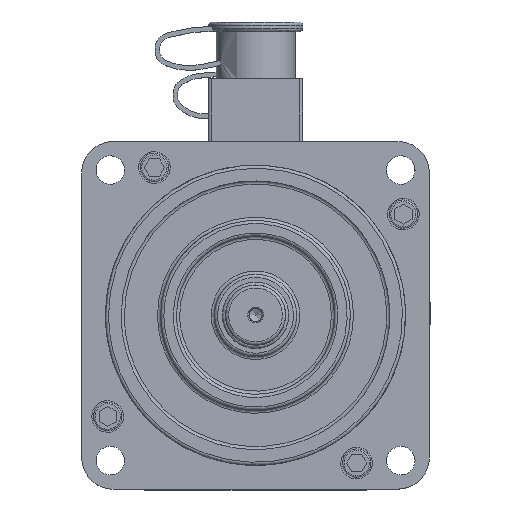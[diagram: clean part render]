
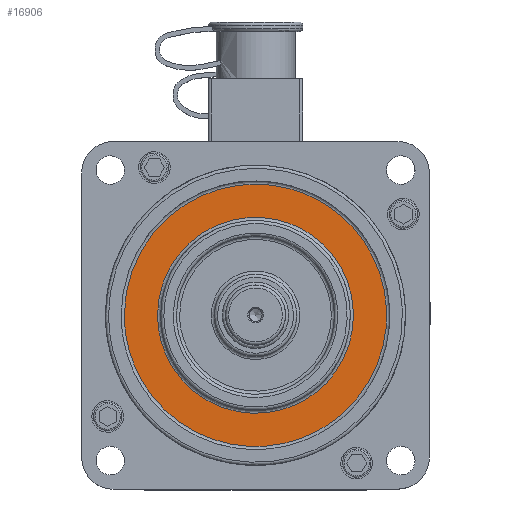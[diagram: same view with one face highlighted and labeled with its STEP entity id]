
A CAD part, top view. The second image highlights one B-rep face of the part: STEP entity #16906.
In plain terms, the highlighted free-form (B-spline) face has degree [1, 1] with [2, 2] control points.
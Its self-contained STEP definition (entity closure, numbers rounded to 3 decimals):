
#16836 = VERTEX_POINT('',#16837);
#16837 = CARTESIAN_POINT('',(-43.409,0.,0.));
#16847 = EDGE_CURVE('',#16836,#16836,#16848,.T.);
#16848 = ( BOUNDED_CURVE() B_SPLINE_CURVE(2,(#16849,#16850,#16851,#16852
    ,#16853,#16854,#16855),.UNSPECIFIED.,.T.,.F.) 
B_SPLINE_CURVE_WITH_KNOTS((1,2,2,2,2,1),(-2.094,0.,
    2.094,4.189,6.283,8.378),
.UNSPECIFIED.) CURVE() GEOMETRIC_REPRESENTATION_ITEM() 
RATIONAL_B_SPLINE_CURVE((1.,0.5,1.,0.5,1.,0.5,1.)) REPRESENTATION_ITEM(
  '') );
#16849 = CARTESIAN_POINT('',(-43.409,0.,0.));
#16850 = CARTESIAN_POINT('',(-43.409,75.187,0.));
#16851 = CARTESIAN_POINT('',(21.705,37.594,0.));
#16852 = CARTESIAN_POINT('',(86.819,0.,0.));
#16853 = CARTESIAN_POINT('',(21.705,-37.594,0.));
#16854 = CARTESIAN_POINT('',(-43.409,-75.187,0.));
#16855 = CARTESIAN_POINT('',(-43.409,0.,0.));
#16906 = ADVANCED_FACE('',(#16907,#16921),#16924,.T.);
#16907 = FACE_BOUND('',#16908,.T.);
#16908 = EDGE_LOOP('',(#16909));
#16909 = ORIENTED_EDGE('',*,*,#16910,.T.);
#16910 = EDGE_CURVE('',#16911,#16911,#16913,.T.);
#16911 = VERTEX_POINT('',#16912);
#16912 = CARTESIAN_POINT('',(-32.426,0.,0.));
#16913 = ( BOUNDED_CURVE() B_SPLINE_CURVE(2,(#16914,#16915,#16916,#16917
    ,#16918,#16919,#16920),.UNSPECIFIED.,.T.,.F.) 
B_SPLINE_CURVE_WITH_KNOTS((1,2,2,2,2,1),(-2.094,0.,
    2.094,4.189,6.283,8.378),
.UNSPECIFIED.) CURVE() GEOMETRIC_REPRESENTATION_ITEM() 
RATIONAL_B_SPLINE_CURVE((1.,0.5,1.,0.5,1.,0.5,1.)) REPRESENTATION_ITEM(
  '') );
#16914 = CARTESIAN_POINT('',(-32.426,0.,0.));
#16915 = CARTESIAN_POINT('',(-32.426,56.164,0.));
#16916 = CARTESIAN_POINT('',(16.213,28.082,0.));
#16917 = CARTESIAN_POINT('',(64.853,0.,0.));
#16918 = CARTESIAN_POINT('',(16.213,-28.082,0.));
#16919 = CARTESIAN_POINT('',(-32.426,-56.164,0.));
#16920 = CARTESIAN_POINT('',(-32.426,0.,0.));
#16921 = FACE_BOUND('',#16922,.T.);
#16922 = EDGE_LOOP('',(#16923));
#16923 = ORIENTED_EDGE('',*,*,#16847,.F.);
#16924 = B_SPLINE_SURFACE_WITH_KNOTS('',1,1,(
    (#16925,#16926)
    ,(#16927,#16928
    )),.UNSPECIFIED.,.F.,.F.,.F.,(2,2),(2,2),(3.5,86.5),(-86.5,-3.5),
  .PIECEWISE_BEZIER_KNOTS.);
#16925 = CARTESIAN_POINT('',(-43.409,-43.409,0.));
#16926 = CARTESIAN_POINT('',(-43.409,43.409,0.));
#16927 = CARTESIAN_POINT('',(43.409,-43.409,0.));
#16928 = CARTESIAN_POINT('',(43.409,43.409,0.));
